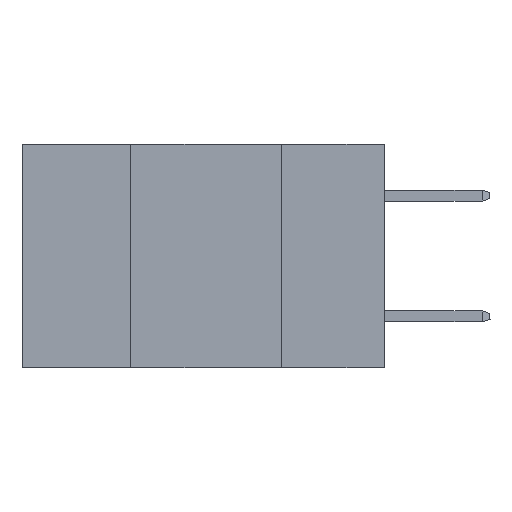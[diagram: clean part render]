
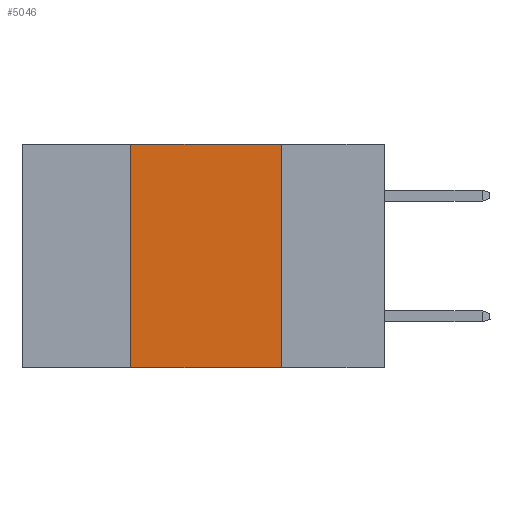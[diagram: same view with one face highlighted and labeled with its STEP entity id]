
A CAD part, left-side view. The second image highlights one B-rep face of the part: STEP entity #5046.
In plain terms, the highlighted planar face has unit normal (-1, 0, 0).
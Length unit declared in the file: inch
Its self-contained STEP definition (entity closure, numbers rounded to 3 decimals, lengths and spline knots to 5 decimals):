
#704 = CARTESIAN_POINT ( 'NONE',  ( 0., 0.6, 0. ) ) ;
#2213 = DIRECTION ( 'NONE',  ( 0., 0., -1. ) ) ;
#2246 = DIRECTION ( 'NONE',  ( 1., 0., 0. ) ) ;
#2407 = VERTEX_POINT ( 'NONE', #7779 ) ;
#2708 = ORIENTED_EDGE ( 'NONE', *, *, #19154, .F. ) ;
#2829 = CARTESIAN_POINT ( 'NONE',  ( 0., 0.6, 0. ) ) ;
#3269 = PLANE ( 'NONE',  #19294 ) ;
#4598 = EDGE_CURVE ( 'NONE', #2407, #13357, #5593, .T. ) ;
#5046 = ADVANCED_FACE ( 'NONE', ( #9492 ), #3269, .F. ) ;
#5593 = LINE ( 'NONE', #20968, #24505 ) ;
#6071 = CARTESIAN_POINT ( 'NONE',  ( 0., 0.17, -0.37 ) ) ;
#6441 = VERTEX_POINT ( 'NONE', #15619 ) ;
#7779 = CARTESIAN_POINT ( 'NONE',  ( 0., 0.42, -0.37 ) ) ;
#8062 = LINE ( 'NONE', #23760, #23479 ) ;
#9492 = FACE_OUTER_BOUND ( 'NONE', #14343, .T. ) ;
#9767 = DIRECTION ( 'NONE',  ( 0., 0., 1. ) ) ;
#10559 = ORIENTED_EDGE ( 'NONE', *, *, #17308, .F. ) ;
#11374 = CARTESIAN_POINT ( 'NONE',  ( 0., 0.17, -0.37 ) ) ;
#12311 = DIRECTION ( 'NONE',  ( 0., 0., -1. ) ) ;
#13357 = VERTEX_POINT ( 'NONE', #11374 ) ;
#14343 = EDGE_LOOP ( 'NONE', ( #10559, #18369, #2708, #16490 ) ) ;
#14626 = EDGE_CURVE ( 'NONE', #25602, #6441, #15505, .T. ) ;
#15505 = LINE ( 'NONE', #704, #24757 ) ;
#15619 = CARTESIAN_POINT ( 'NONE',  ( 0., 0.17, 0. ) ) ;
#16331 = DIRECTION ( 'NONE',  ( 0., -1., 0. ) ) ;
#16490 = ORIENTED_EDGE ( 'NONE', *, *, #4598, .T. ) ;
#16733 = LINE ( 'NONE', #6071, #26007 ) ;
#17308 = EDGE_CURVE ( 'NONE', #6441, #13357, #16733, .T. ) ;
#18369 = ORIENTED_EDGE ( 'NONE', *, *, #14626, .F. ) ;
#19154 = EDGE_CURVE ( 'NONE', #2407, #25602, #8062, .T. ) ;
#19294 = AXIS2_PLACEMENT_3D ( 'NONE', #2829, #2246, #2213 ) ;
#20968 = CARTESIAN_POINT ( 'NONE',  ( 0., 0.6, -0.37 ) ) ;
#21119 = DIRECTION ( 'NONE',  ( 0., -1., 0. ) ) ;
#22382 = CARTESIAN_POINT ( 'NONE',  ( 0., 0.42, 0. ) ) ;
#23479 = VECTOR ( 'NONE', #9767, 39.37008 ) ;
#23760 = CARTESIAN_POINT ( 'NONE',  ( 0., 0.42, -0.37 ) ) ;
#24505 = VECTOR ( 'NONE', #16331, 39.37008 ) ;
#24757 = VECTOR ( 'NONE', #21119, 39.37008 ) ;
#25602 = VERTEX_POINT ( 'NONE', #22382 ) ;
#26007 = VECTOR ( 'NONE', #12311, 39.37008 ) ;
